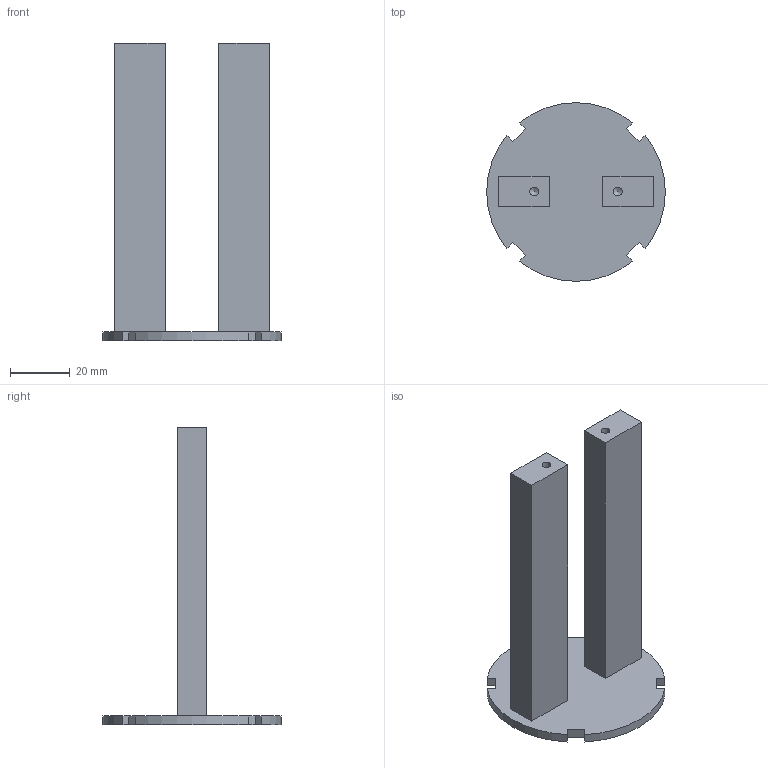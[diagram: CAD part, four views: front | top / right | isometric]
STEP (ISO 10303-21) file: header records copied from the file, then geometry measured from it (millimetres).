
FILE_DESCRIPTION(('STEP AP242'), '1');
FILE_NAME('Inside_part', '', ('UNSPECIFIED'), ('UNSPECIFIED'), 'C3D Converter', 'C3D Toolkit', '');
FILE_SCHEMA(('AP242_MANAGED_MODEL_BASED_3D_ENGINEERING_MIM_LF { 1 0 10303 442 1 1 4 }'));
Length unit declared in the file: millimetre
Bounding box: 60 x 60 x 100 mm (x, y, z)
Volume: 41043.5 mm3; surface area: 16919.9 mm2
Topology: 1 solids, 3 shells, 38 faces, 92 edges, 60 vertices
Faces by surface type: plane 26, cylinder 8, cone 4
Full cylindrical faces by diameter (mm): 3 x4
Entity records: 1364 total; most frequent: CARTESIAN_POINT 175, DIRECTION 174, ORIENTED_EDGE 160, EDGE_CURVE 80, LINE 64, VECTOR 64, VERTEX_POINT 56, AXIS2_PLACEMENT_3D 55
